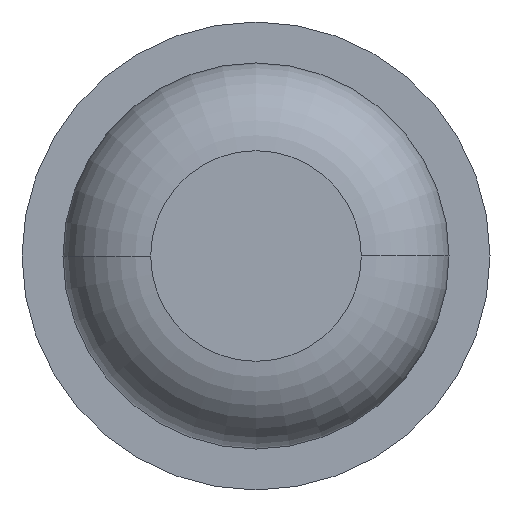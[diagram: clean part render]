
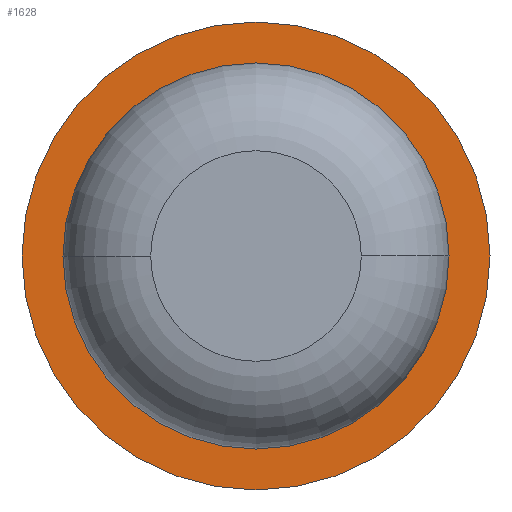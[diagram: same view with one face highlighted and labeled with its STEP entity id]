
A CAD part, front view. The second image highlights one B-rep face of the part: STEP entity #1628.
In plain terms, the highlighted planar face has unit normal (0, -1, 0).
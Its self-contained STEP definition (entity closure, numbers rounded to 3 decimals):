
#112 = ORIENTED_EDGE ( 'NONE', *, *, #4900, .F. ) ;
#214 = ORIENTED_EDGE ( 'NONE', *, *, #1925, .F. ) ;
#225 = EDGE_CURVE ( 'Defeature ausgef�hrt1_7+Defeature ausgef�hrt1_0+Defeature ausgef�hrt1_0+Defeature ausgef�hrt1_0', #4959, #3724, #4953, .T. ) ;
#245 = VERTEX_POINT ( 'NONE', #1540 ) ;
#758 = EDGE_LOOP ( 'NONE', ( #1205, #5114 ) ) ;
#873 = AXIS2_PLACEMENT_3D ( 'NONE', #2520, #4887, #2090 ) ;
#1058 = DIRECTION ( 'NONE',  ( 0., 1., 0. ) ) ;
#1174 = PLANE ( 'NONE',  #1665 ) ;
#1188 = CARTESIAN_POINT ( 'NONE',  ( 0.825, -6., 0. ) ) ;
#1205 = ORIENTED_EDGE ( 'NONE', *, *, #225, .T. ) ;
#1311 = CIRCLE ( 'NONE', #873, 1. ) ;
#1431 = CARTESIAN_POINT ( 'NONE',  ( 0., -6., 0. ) ) ;
#1450 = DIRECTION ( 'NONE',  ( 0., 1., 0. ) ) ;
#1496 = DIRECTION ( 'NONE',  ( -1., 0., 0. ) ) ;
#1537 = CARTESIAN_POINT ( 'NONE',  ( -0.825, -6., 0. ) ) ;
#1540 = CARTESIAN_POINT ( 'NONE',  ( 1., -6., 0. ) ) ;
#1628 = ADVANCED_FACE ( 'Defeature ausgef�hrt1_7', ( #2940, #5058 ), #1174, .F. ) ;
#1629 = CIRCLE ( 'NONE', #4047, 0.825 ) ;
#1665 = AXIS2_PLACEMENT_3D ( 'NONE', #1188, #4670, #1496 ) ;
#1925 = EDGE_CURVE ( 'Defeature ausgef�hrt1_8+Defeature ausgef�hrt1_7+Defeature ausgef�hrt1_7+Defeature ausgef�hrt1_7', #245, #4019, #1945, .T. ) ;
#1945 = CIRCLE ( 'NONE', #4602, 1. ) ;
#2090 = DIRECTION ( 'NONE',  ( -1., 0., 0. ) ) ;
#2287 = DIRECTION ( 'NONE',  ( -1., 0., 0. ) ) ;
#2520 = CARTESIAN_POINT ( 'NONE',  ( 0., -6., 0. ) ) ;
#2785 = AXIS2_PLACEMENT_3D ( 'NONE', #3077, #4282, #3543 ) ;
#2940 = FACE_OUTER_BOUND ( 'NONE', #3203, .T. ) ;
#3007 = CARTESIAN_POINT ( 'NONE',  ( -1., -6., 0. ) ) ;
#3039 = CARTESIAN_POINT ( 'NONE',  ( 0., -6., 0. ) ) ;
#3077 = CARTESIAN_POINT ( 'NONE',  ( 0., -6., 0. ) ) ;
#3203 = EDGE_LOOP ( 'NONE', ( #112, #214 ) ) ;
#3543 = DIRECTION ( 'NONE',  ( -1., 0., 0. ) ) ;
#3724 = VERTEX_POINT ( 'NONE', #4285 ) ;
#3995 = EDGE_CURVE ( 'Defeature ausgef�hrt1_7+Defeature ausgef�hrt1_0+Defeature ausgef�hrt1_0+Defeature ausgef�hrt1_0', #3724, #4959, #1629, .T. ) ;
#4019 = VERTEX_POINT ( 'NONE', #3007 ) ;
#4047 = AXIS2_PLACEMENT_3D ( 'NONE', #1431, #1450, #4583 ) ;
#4282 = DIRECTION ( 'NONE',  ( 0., 1., 0. ) ) ;
#4285 = CARTESIAN_POINT ( 'NONE',  ( 0.825, -6., 0. ) ) ;
#4583 = DIRECTION ( 'NONE',  ( -1., 0., 0. ) ) ;
#4602 = AXIS2_PLACEMENT_3D ( 'NONE', #3039, #1058, #2287 ) ;
#4670 = DIRECTION ( 'NONE',  ( 0., 1., 0. ) ) ;
#4887 = DIRECTION ( 'NONE',  ( 0., 1., 0. ) ) ;
#4900 = EDGE_CURVE ( 'Defeature ausgef�hrt1_8+Defeature ausgef�hrt1_7+Defeature ausgef�hrt1_7+Defeature ausgef�hrt1_7', #4019, #245, #1311, .T. ) ;
#4953 = CIRCLE ( 'NONE', #2785, 0.825 ) ;
#4959 = VERTEX_POINT ( 'NONE', #1537 ) ;
#5058 = FACE_BOUND ( 'NONE', #758, .T. ) ;
#5114 = ORIENTED_EDGE ( 'NONE', *, *, #3995, .T. ) ;
